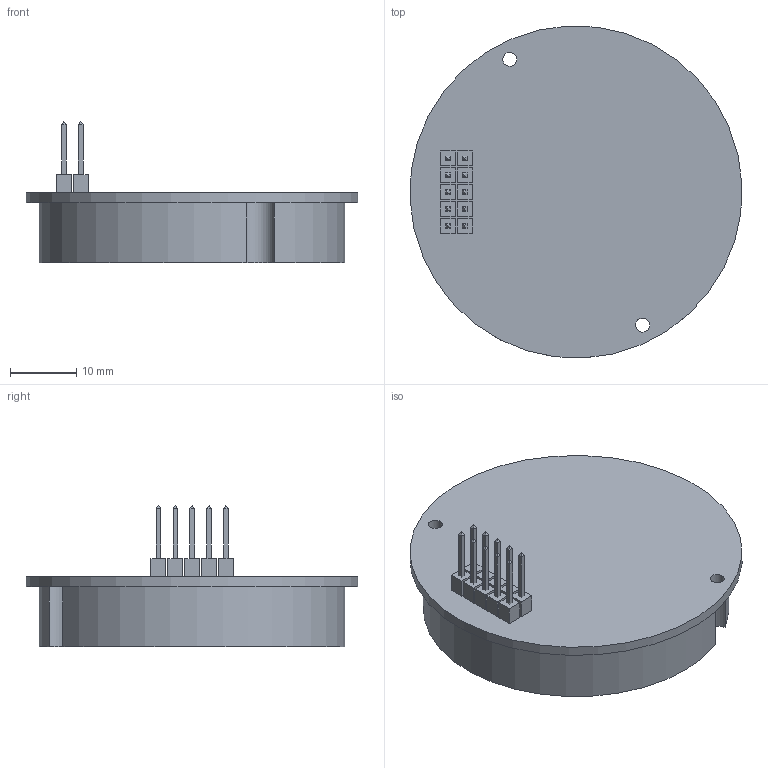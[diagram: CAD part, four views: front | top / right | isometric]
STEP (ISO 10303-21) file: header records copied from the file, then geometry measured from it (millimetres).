
FILE_DESCRIPTION(/* description */ ('Alibre Inc.'),/* implementation_level */ '2;1');
FILE_NAME(/* name */ 'export-7484FD93-EA63-4712-ABB3-608D06F477E5',/* time_stamp */ '2019-01-21T11:15:14+01:00',/* author */ (''),/* organization */ (''),/* preprocessor_version */ 'ST-DEVELOPER v17',/* originating_system */ 'Alibre',/* authorisation */ '');
FILE_SCHEMA (('AUTOMOTIVE_DESIGN'));
Length unit declared in the file: centimetre
Bounding box: 49.95 x 49.95 x 21.25 mm (x, y, z)
Volume: 17872.2 mm3; surface area: 9587.1 mm2
Topology: 22 solids, 22 shells, 171 faces, 331 edges, 204 vertices
Faces by surface type: plane 154, cylinder 17
Full cylindrical faces by diameter (mm): 1 x10, 2.1 x2, 50 x1
Entity records: 1205 total; most frequent: DIRECTION 203, CARTESIAN_POINT 178, ORIENTED_EDGE 132, AXIS2_PLACEMENT_3D 95, EDGE_LOOP 73, FACE_BOUND 73, EDGE_CURVE 66, VERTEX_POINT 51
